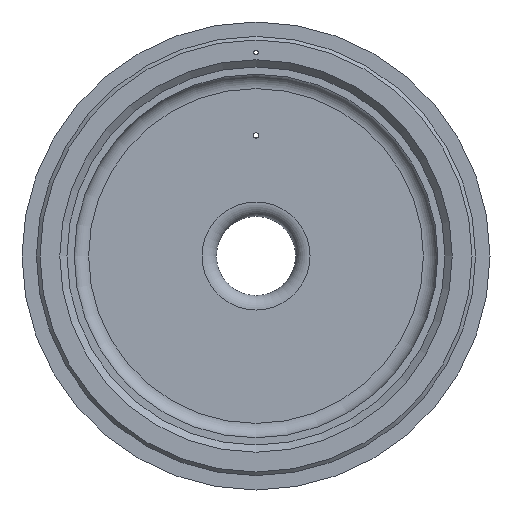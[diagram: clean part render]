
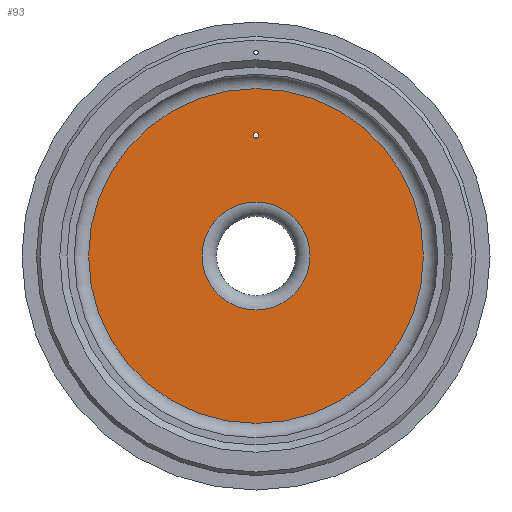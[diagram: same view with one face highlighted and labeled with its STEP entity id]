
A CAD part, front view. The second image highlights one B-rep face of the part: STEP entity #93.
In plain terms, the highlighted planar face has unit normal (0, -1, 0).
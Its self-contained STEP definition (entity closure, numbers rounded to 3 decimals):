
#60=PLANE('',#667);
#93=ADVANCED_FACE('',(#191,#192,#193),#60,.T.);
#191=FACE_BOUND('',#293,.T.);
#192=FACE_BOUND('',#294,.T.);
#193=FACE_BOUND('',#295,.T.);
#293=EDGE_LOOP('',(#395));
#294=EDGE_LOOP('',(#396));
#295=EDGE_LOOP('',(#397));
#395=ORIENTED_EDGE('',*,*,#489,.F.);
#396=ORIENTED_EDGE('',*,*,#534,.T.);
#397=ORIENTED_EDGE('',*,*,#535,.T.);
#438=VERTEX_POINT('',#896);
#483=VERTEX_POINT('',#1014);
#484=VERTEX_POINT('',#1016);
#489=EDGE_CURVE('',#438,#438,#540,.T.);
#534=EDGE_CURVE('',#483,#483,#585,.T.);
#535=EDGE_CURVE('',#484,#484,#586,.T.);
#540=CIRCLE('',#592,0.75);
#585=CIRCLE('',#665,15.);
#586=CIRCLE('',#666,46.5);
#592=AXIS2_PLACEMENT_3D('',#895,#694,#695);
#665=AXIS2_PLACEMENT_3D('',#1013,#840,#841);
#666=AXIS2_PLACEMENT_3D('',#1015,#842,#843);
#667=AXIS2_PLACEMENT_3D('',#1017,#844,#845);
#694=DIRECTION('',(0.,-1.,0.));
#695=DIRECTION('',(0.,0.,-1.));
#840=DIRECTION('',(0.,1.,0.));
#841=DIRECTION('',(0.,0.,-1.));
#842=DIRECTION('',(0.,-1.,0.));
#843=DIRECTION('',(0.,0.,-1.));
#844=DIRECTION('',(0.,-1.,0.));
#845=DIRECTION('',(0.,0.,-1.));
#895=CARTESIAN_POINT('',(0.,40.,33.5));
#896=CARTESIAN_POINT('',(0.,40.,32.75));
#1013=CARTESIAN_POINT('',(0.,40.,0.));
#1014=CARTESIAN_POINT('',(0.,40.,-15.));
#1015=CARTESIAN_POINT('',(0.,40.,0.));
#1016=CARTESIAN_POINT('',(0.,40.,-46.5));
#1017=CARTESIAN_POINT('',(11.,40.,0.));
